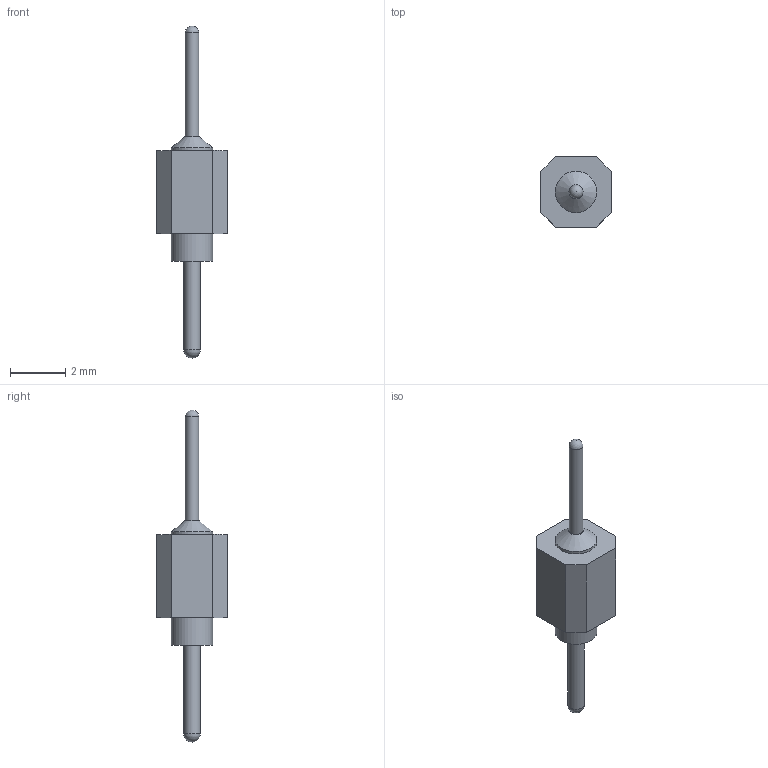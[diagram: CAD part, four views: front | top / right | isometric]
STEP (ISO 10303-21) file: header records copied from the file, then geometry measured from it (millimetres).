
FILE_DESCRIPTION(('FreeCAD Model'),'2;1');
FILE_NAME('Open CASCADE Shape Model','2022-08-04T13:05:24',(''),(''), 'Open CASCADE STEP processor 7.6','FreeCAD','Unknown');
FILE_SCHEMA(('AUTOMOTIVE_DESIGN { 1 0 10303 214 1 1 1 1 }'));
Length unit declared in the file: millimetre
Products named in the file (1): Body
Bounding box: 2.54 x 2.54 x 12 mm (x, y, z)
Volume: 21.8 mm3; surface area: 56.7 mm2
Topology: 1 solids, 1 shells, 19 faces, 42 edges, 27 vertices
Faces by surface type: plane 12, cylinder 4, sphere 2, cone 1
Full cylindrical faces by diameter (mm): 0.5 x1, 0.6 x1, 1.5 x2
Entity records: 535 total; most frequent: DIRECTION 91, CARTESIAN_POINT 87, ORIENTED_EDGE 80, EDGE_CURVE 40, AXIS2_PLACEMENT_3D 31, LINE 29, VECTOR 29, VERTEX_POINT 27
